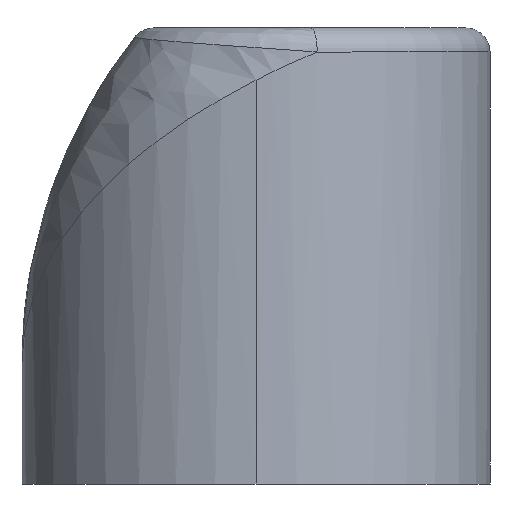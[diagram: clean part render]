
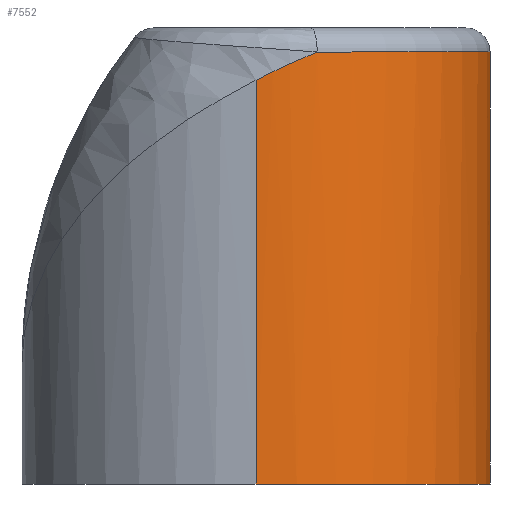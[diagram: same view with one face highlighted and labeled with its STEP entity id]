
A CAD part, left-side view. The second image highlights one B-rep face of the part: STEP entity #7552.
In plain terms, the highlighted cylindrical face has radius 19.5 mm (diameter 39 mm), a partial arc.
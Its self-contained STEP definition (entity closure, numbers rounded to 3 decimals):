
#101 = EDGE_CURVE ( 'NONE', #3467, #156, #8339, .T. ) ;
#121 = EDGE_CURVE ( 'NONE', #8029, #2067, #6315, .T. ) ;
#141 = CARTESIAN_POINT ( 'NONE',  ( -31., 0., 38. ) ) ;
#156 = VERTEX_POINT ( 'NONE', #6910 ) ;
#166 = CARTESIAN_POINT ( 'NONE',  ( -31.18, -19.499, 8.673 ) ) ;
#204 = CARTESIAN_POINT ( 'NONE',  ( -31.236, -19.499, 8.322 ) ) ;
#277 = VERTEX_POINT ( 'NONE', #2165 ) ;
#291 = CARTESIAN_POINT ( 'NONE',  ( -31.051, -19.5, 9.124 ) ) ;
#304 = CARTESIAN_POINT ( 'NONE',  ( -50.279, -2.956, 35.074 ) ) ;
#419 = CARTESIAN_POINT ( 'NONE',  ( -31.183, -19.499, 8.656 ) ) ;
#803 = CARTESIAN_POINT ( 'NONE',  ( -31., -19.5, 38. ) ) ;
#869 = CARTESIAN_POINT ( 'NONE',  ( -31.25, -19.498, 8.048 ) ) ;
#935 = VECTOR ( 'NONE', #1499, 1000. ) ;
#980 = EDGE_CURVE ( 'NONE', #6638, #2616, #8441, .T. ) ;
#999 = CARTESIAN_POINT ( 'NONE',  ( -50.5, -0.838, 34.081 ) ) ;
#1193 = EDGE_LOOP ( 'NONE', ( #1326, #4542, #7888, #5772, #7092, #1931, #8135, #7924 ) ) ;
#1326 = ORIENTED_EDGE ( 'NONE', *, *, #7973, .T. ) ;
#1499 = DIRECTION ( 'NONE',  ( 0., 0., -1. ) ) ;
#1609 = EDGE_CURVE ( 'NONE', #156, #8029, #7164, .T. ) ;
#1629 = CARTESIAN_POINT ( 'NONE',  ( -31.25, -19.498, 8.018 ) ) ;
#1827 = EDGE_CURVE ( 'NONE', #277, #2067, #4063, .T. ) ;
#1931 = ORIENTED_EDGE ( 'NONE', *, *, #101, .F. ) ;
#2047 = DIRECTION ( 'NONE',  ( 0., 0., 1. ) ) ;
#2067 = VERTEX_POINT ( 'NONE', #5858 ) ;
#2165 = CARTESIAN_POINT ( 'NONE',  ( -50.5, 0., 0. ) ) ;
#2190 = LINE ( 'NONE', #2552, #5818 ) ;
#2267 = CARTESIAN_POINT ( 'NONE',  ( -31.246, -19.498, 8.163 ) ) ;
#2308 = CARTESIAN_POINT ( 'NONE',  ( -31.146, -19.499, 8.816 ) ) ;
#2316 = DIRECTION ( 'NONE',  ( 1., 0., 0. ) ) ;
#2318 = CARTESIAN_POINT ( 'NONE',  ( -49.823, -5.095, 36. ) ) ;
#2450 = CARTESIAN_POINT ( 'NONE',  ( -31.25, -19.498, 8.004 ) ) ;
#2479 = CARTESIAN_POINT ( 'NONE',  ( -31.171, -19.499, 8.71 ) ) ;
#2552 = CARTESIAN_POINT ( 'NONE',  ( -50.5, 0., 38. ) ) ;
#2616 = VERTEX_POINT ( 'NONE', #5259 ) ;
#2822 = CARTESIAN_POINT ( 'NONE',  ( -31., -19.5, 38. ) ) ;
#2924 = VECTOR ( 'NONE', #6147, 1000. ) ;
#2959 = DIRECTION ( 'NONE',  ( 0., 0., -1. ) ) ;
#2991 = CARTESIAN_POINT ( 'NONE',  ( -49.938, -4.667, 35.822 ) ) ;
#3204 = AXIS2_PLACEMENT_3D ( 'NONE', #141, #6901, #8273 ) ;
#3260 = AXIS2_PLACEMENT_3D ( 'NONE', #7957, #2959, #4796 ) ;
#3433 = CARTESIAN_POINT ( 'NONE',  ( -31., -19.5, 6.75 ) ) ;
#3467 = VERTEX_POINT ( 'NONE', #3611 ) ;
#3476 = CARTESIAN_POINT ( 'NONE',  ( -31., -19.5, 38. ) ) ;
#3573 = VECTOR ( 'NONE', #4808, 1000. ) ;
#3611 = CARTESIAN_POINT ( 'NONE',  ( -31., -19.5, 32. ) ) ;
#3784 = CARTESIAN_POINT ( 'NONE',  ( -31.25, -19.498, 8.027 ) ) ;
#4063 = CIRCLE ( 'NONE', #7014, 19.5 ) ;
#4168 = CARTESIAN_POINT ( 'NONE',  ( -31.102, -19.5, 8.971 ) ) ;
#4227 = CARTESIAN_POINT ( 'NONE',  ( -31.12, -19.5, 8.913 ) ) ;
#4259 = CARTESIAN_POINT ( 'NONE',  ( -31., 0., 0. ) ) ;
#4356 = CARTESIAN_POINT ( 'NONE',  ( -50.209, -3.382, 35.265 ) ) ;
#4443 = CARTESIAN_POINT ( 'NONE',  ( -31.249, -19.498, 8.064 ) ) ;
#4475 = EDGE_CURVE ( 'NONE', #6638, #3467, #8365, .T. ) ;
#4491 = CARTESIAN_POINT ( 'NONE',  ( -31.25, -19.498, 8.008 ) ) ;
#4534 = CARTESIAN_POINT ( 'NONE',  ( -50.5, 0., 33.655 ) ) ;
#4542 = ORIENTED_EDGE ( 'NONE', *, *, #4890, .T. ) ;
#4796 = DIRECTION ( 'NONE',  ( 1., 0., 0. ) ) ;
#4808 = DIRECTION ( 'NONE',  ( 0., 0., -1. ) ) ;
#4856 = CARTESIAN_POINT ( 'NONE',  ( -31., -19.5, 36. ) ) ;
#4890 = EDGE_CURVE ( 'NONE', #8562, #277, #2190, .T. ) ;
#5046 = CARTESIAN_POINT ( 'NONE',  ( -50.446, -1.682, 34.488 ) ) ;
#5068 = CARTESIAN_POINT ( 'NONE',  ( -31.167, -19.499, 8.729 ) ) ;
#5259 = CARTESIAN_POINT ( 'NONE',  ( -49.823, -5.095, 36. ) ) ;
#5699 = CYLINDRICAL_SURFACE ( 'NONE', #3204, 19.5 ) ;
#5739 = CARTESIAN_POINT ( 'NONE',  ( -50.5, 0., 33.655 ) ) ;
#5772 = ORIENTED_EDGE ( 'NONE', *, *, #121, .F. ) ;
#5783 = CARTESIAN_POINT ( 'NONE',  ( -31., -19.5, 9.25 ) ) ;
#5818 = VECTOR ( 'NONE', #7314, 1000. ) ;
#5858 = CARTESIAN_POINT ( 'NONE',  ( -31., -19.5, 0. ) ) ;
#6115 = FACE_OUTER_BOUND ( 'NONE', #1193, .T. ) ;
#6147 = DIRECTION ( 'NONE',  ( 0., 0., -1. ) ) ;
#6211 = CARTESIAN_POINT ( 'NONE',  ( -31.021, -19.5, 9.199 ) ) ;
#6315 = LINE ( 'NONE', #2822, #935 ) ;
#6466 = CARTESIAN_POINT ( 'NONE',  ( -31., -19.5, 6.75 ) ) ;
#6638 = VERTEX_POINT ( 'NONE', #4856 ) ;
#6797 = CARTESIAN_POINT ( 'NONE',  ( -31.164, -19.5, 7.145 ) ) ;
#6896 = B_SPLINE_CURVE_WITH_KNOTS ( 'NONE', 3,
 ( #2318, #2991, #8429, #4356, #304, #5046, #999, #5739 ),
 .UNSPECIFIED., .F., .F.,
 ( 4, 2, 2, 4 ),
 ( 0.006, 0.008, 0.009, 0.012 ),
 .UNSPECIFIED. ) ;
#6901 = DIRECTION ( 'NONE',  ( 0., 0., -1. ) ) ;
#6910 = CARTESIAN_POINT ( 'NONE',  ( -31., -19.5, 9.25 ) ) ;
#7014 = AXIS2_PLACEMENT_3D ( 'NONE', #4259, #2047, #2316 ) ;
#7050 = CARTESIAN_POINT ( 'NONE',  ( -31.155, -19.499, 8.782 ) ) ;
#7092 = ORIENTED_EDGE ( 'NONE', *, *, #1609, .F. ) ;
#7136 = CARTESIAN_POINT ( 'NONE',  ( -31.25, -19.498, 8.002 ) ) ;
#7164 = B_SPLINE_CURVE_WITH_KNOTS ( 'NONE', 3,
 ( #5783, #6211, #291, #4168, #4227, #2308, #7050, #5068, #2479, #166, #419, #8595, #204, #2267, #8362, #4443, #869, #3784, #1629, #4491, #2450, #7136, #8278, #7634, #6797, #3433 ),
 .UNSPECIFIED., .F., .F.,
 ( 4, 2, 2, 2, 2, 2, 2, 2, 2, 1, 1, 2, 2, 4 ),
 ( 0., 0.125, 0.187, 0.219, 0.234, 0.25, 0.375, 0.437, 0.469, 0.484, 0.492, 0.496, 0.5, 1. ),
 .UNSPECIFIED. ) ;
#7314 = DIRECTION ( 'NONE',  ( 0., 0., -1. ) ) ;
#7552 = ADVANCED_FACE ( 'NONE', ( #6115 ), #5699, .T. ) ;
#7634 = CARTESIAN_POINT ( 'NONE',  ( -31.25, -19.499, 7.572 ) ) ;
#7888 = ORIENTED_EDGE ( 'NONE', *, *, #1827, .T. ) ;
#7924 = ORIENTED_EDGE ( 'NONE', *, *, #980, .T. ) ;
#7957 = CARTESIAN_POINT ( 'NONE',  ( -31., 0., 36. ) ) ;
#7973 = EDGE_CURVE ( 'NONE', #2616, #8562, #6896, .T. ) ;
#8029 = VERTEX_POINT ( 'NONE', #6466 ) ;
#8135 = ORIENTED_EDGE ( 'NONE', *, *, #4475, .F. ) ;
#8273 = DIRECTION ( 'NONE',  ( -1., 0., 0. ) ) ;
#8278 = CARTESIAN_POINT ( 'NONE',  ( -31.25, -19.498, 8.003 ) ) ;
#8339 = LINE ( 'NONE', #3476, #2924 ) ;
#8362 = CARTESIAN_POINT ( 'NONE',  ( -31.248, -19.498, 8.118 ) ) ;
#8365 = LINE ( 'NONE', #803, #3573 ) ;
#8429 = CARTESIAN_POINT ( 'NONE',  ( -50.039, -4.237, 35.639 ) ) ;
#8441 = CIRCLE ( 'NONE', #3260, 19.5 ) ;
#8562 = VERTEX_POINT ( 'NONE', #4534 ) ;
#8595 = CARTESIAN_POINT ( 'NONE',  ( -31.222, -19.499, 8.462 ) ) ;
